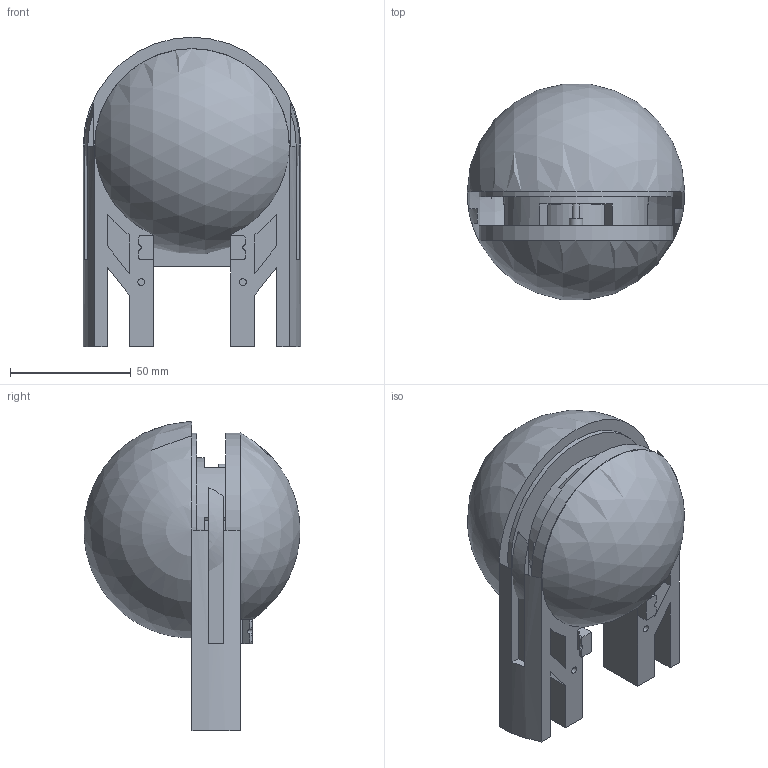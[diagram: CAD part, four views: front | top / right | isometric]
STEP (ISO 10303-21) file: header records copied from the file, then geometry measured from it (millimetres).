
FILE_DESCRIPTION(/* description */ (''),/* implementation_level */ '2;1');
FILE_NAME(/* name */ 'Joint 1 Connector to Joint 2.step',/* time_stamp */ '2025-09-14T20:29:45+08:00',/* author */ (''),/* organization */ (''),/* preprocessor_version */ 'ST-DEVELOPER v20.1',/* originating_system */ 'Autodesk Translation Framework v14.10.0.0',/* authorisation */ '');
FILE_SCHEMA (('AUTOMOTIVE_DESIGN { 1 0 10303 214 3 1 1 }'));
Length unit declared in the file: millimetre
Products named in the file (2): Base; Joint
Assembly tree (1 placements, depth 2):
  Base
    Joint
Bounding box: 90 x 89.31 x 128 mm (x, y, z)
Volume: 290625.8 mm3; surface area: 53018.4 mm2
Topology: 2 solids, 2 shells, 97 faces, 261 edges, 173 vertices
Faces by surface type: plane 65, cylinder 31, sphere 1
Full cylindrical faces by diameter (mm): 2.85 x7, 5.5 x3
Entity records: 3109 total; most frequent: DIRECTION 538, CARTESIAN_POINT 534, ORIENTED_EDGE 520, EDGE_CURVE 260, LINE 182, VECTOR 182, AXIS2_PLACEMENT_3D 178, VERTEX_POINT 174
